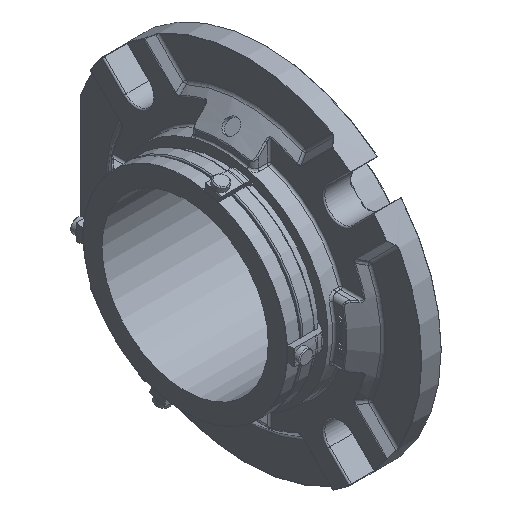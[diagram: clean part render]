
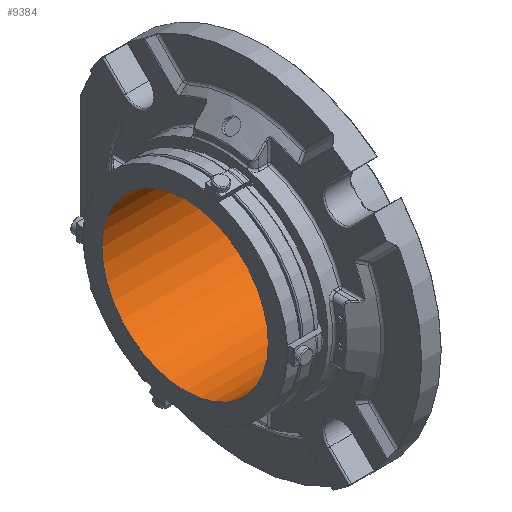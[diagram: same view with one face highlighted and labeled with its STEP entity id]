
A CAD part, isometric view. The second image highlights one B-rep face of the part: STEP entity #9384.
In plain terms, the highlighted cylindrical face has radius 59.995 mm (diameter 119.99 mm), a full revolution.
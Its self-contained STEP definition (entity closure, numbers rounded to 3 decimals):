
#1937=ORIENTED_EDGE('',*,*,#4903,.T.);
#1938=ORIENTED_EDGE('',*,*,#4904,.F.);
#4903=EDGE_CURVE('',#6386,#6386,#7327,.T.);
#4904=EDGE_CURVE('',#6387,#6387,#7328,.T.);
#6386=VERTEX_POINT('',#13672);
#6387=VERTEX_POINT('',#13674);
#7327=CIRCLE('',#10007,59.995);
#7328=CIRCLE('',#10008,59.995);
#7857=EDGE_LOOP('',(#1937));
#7858=EDGE_LOOP('',(#1938));
#8541=FACE_BOUND('',#7857,.T.);
#8542=FACE_BOUND('',#7858,.T.);
#9225=CYLINDRICAL_SURFACE('',#10006,59.995);
#9384=ADVANCED_FACE('',(#8541,#8542),#9225,.F.);
#10006=AXIS2_PLACEMENT_3D('',#13670,#11057,#11058);
#10007=AXIS2_PLACEMENT_3D('',#13671,#11059,#11060);
#10008=AXIS2_PLACEMENT_3D('',#13673,#11061,#11062);
#11057=DIRECTION('',(1.,0.,0.));
#11058=DIRECTION('',(0.,0.,-1.));
#11059=DIRECTION('',(1.,0.,0.));
#11060=DIRECTION('',(0.,1.,0.));
#11061=DIRECTION('',(1.,0.,0.));
#11062=DIRECTION('',(0.,1.,0.));
#13670=CARTESIAN_POINT('',(-11.245,0.,0.));
#13671=CARTESIAN_POINT('',(33.198,0.,0.));
#13672=CARTESIAN_POINT('',(33.198,59.995,0.));
#13673=CARTESIAN_POINT('',(-59.195,0.,0.));
#13674=CARTESIAN_POINT('',(-59.195,59.995,0.));
